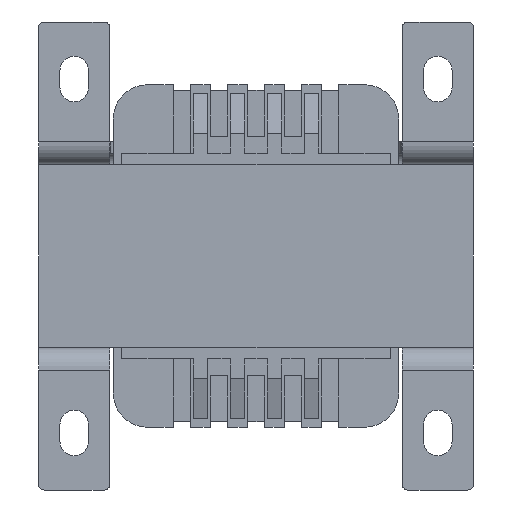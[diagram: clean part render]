
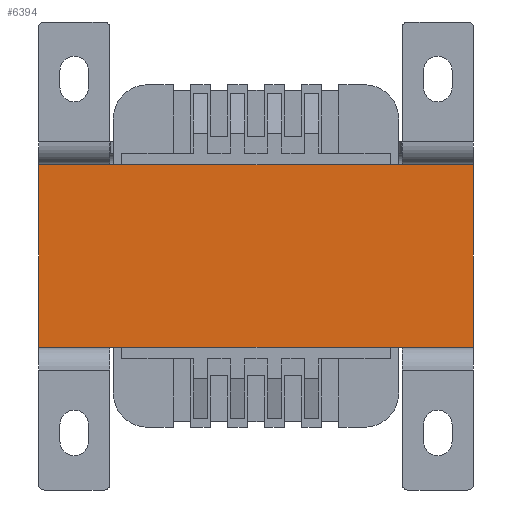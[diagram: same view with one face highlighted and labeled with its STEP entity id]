
A CAD part, front view. The second image highlights one B-rep face of the part: STEP entity #6394.
In plain terms, the highlighted planar face has unit normal (0, -1, 0).
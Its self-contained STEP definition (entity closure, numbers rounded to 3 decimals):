
#19 = VECTOR ( 'NONE', #5512, 1000. ) ;
#231 = CARTESIAN_POINT ( 'NONE',  ( 76.2, 0., 0. ) ) ;
#305 = VECTOR ( 'NONE', #12897, 1000. ) ;
#1144 = ORIENTED_EDGE ( 'NONE', *, *, #12017, .F. ) ;
#1165 = CARTESIAN_POINT ( 'NONE',  ( 0., 0., 32. ) ) ;
#1502 = EDGE_CURVE ( 'NONE', #7671, #13349, #9334, .T. ) ;
#1856 = CARTESIAN_POINT ( 'NONE',  ( 0., 0., 0. ) ) ;
#2986 = EDGE_CURVE ( 'NONE', #8918, #13349, #12371, .T. ) ;
#3738 = ORIENTED_EDGE ( 'NONE', *, *, #1502, .T. ) ;
#4853 = LINE ( 'NONE', #8558, #305 ) ;
#5512 = DIRECTION ( 'NONE',  ( 1., 0., 0. ) ) ;
#6062 = EDGE_LOOP ( 'NONE', ( #3738, #9125, #1144, #7568 ) ) ;
#6394 = ADVANCED_FACE ( 'NONE', ( #7598 ), #12071, .F. ) ;
#7344 = CARTESIAN_POINT ( 'NONE',  ( 76.2, 0., 32. ) ) ;
#7515 = VERTEX_POINT ( 'NONE', #13260 ) ;
#7568 = ORIENTED_EDGE ( 'NONE', *, *, #13265, .T. ) ;
#7598 = FACE_OUTER_BOUND ( 'NONE', #6062, .T. ) ;
#7671 = VERTEX_POINT ( 'NONE', #1856 ) ;
#8558 = CARTESIAN_POINT ( 'NONE',  ( 0., 0., 32. ) ) ;
#8599 = CARTESIAN_POINT ( 'NONE',  ( 76.2, 0., 32. ) ) ;
#8918 = VERTEX_POINT ( 'NONE', #8599 ) ;
#9016 = DIRECTION ( 'NONE',  ( 0., 1., 0. ) ) ;
#9125 = ORIENTED_EDGE ( 'NONE', *, *, #2986, .F. ) ;
#9334 = LINE ( 'NONE', #10547, #13356 ) ;
#9947 = DIRECTION ( 'NONE',  ( 0., 0., 1. ) ) ;
#10187 = VECTOR ( 'NONE', #13038, 1000. ) ;
#10547 = CARTESIAN_POINT ( 'NONE',  ( 0., 0., 0. ) ) ;
#11200 = CARTESIAN_POINT ( 'NONE',  ( 0., 0., 32. ) ) ;
#12017 = EDGE_CURVE ( 'NONE', #7515, #8918, #13786, .T. ) ;
#12071 = PLANE ( 'NONE',  #13132 ) ;
#12371 = LINE ( 'NONE', #7344, #10187 ) ;
#12897 = DIRECTION ( 'NONE',  ( 0., 0., -1. ) ) ;
#13038 = DIRECTION ( 'NONE',  ( 0., 0., -1. ) ) ;
#13132 = AXIS2_PLACEMENT_3D ( 'NONE', #11200, #9016, #9947 ) ;
#13260 = CARTESIAN_POINT ( 'NONE',  ( 0., 0., 32. ) ) ;
#13265 = EDGE_CURVE ( 'NONE', #7515, #7671, #4853, .T. ) ;
#13349 = VERTEX_POINT ( 'NONE', #231 ) ;
#13356 = VECTOR ( 'NONE', #13433, 1000. ) ;
#13433 = DIRECTION ( 'NONE',  ( 1., 0., 0. ) ) ;
#13786 = LINE ( 'NONE', #1165, #19 ) ;
